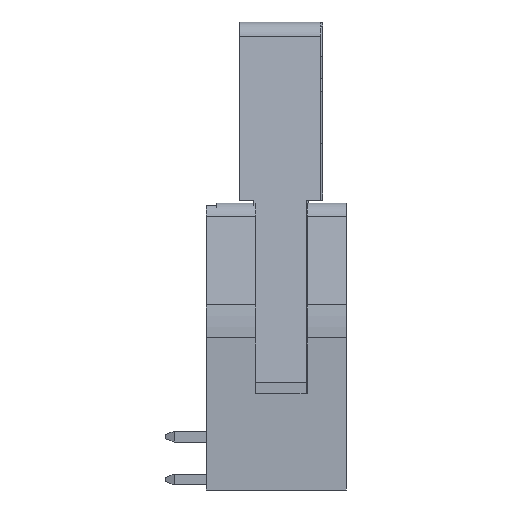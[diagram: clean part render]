
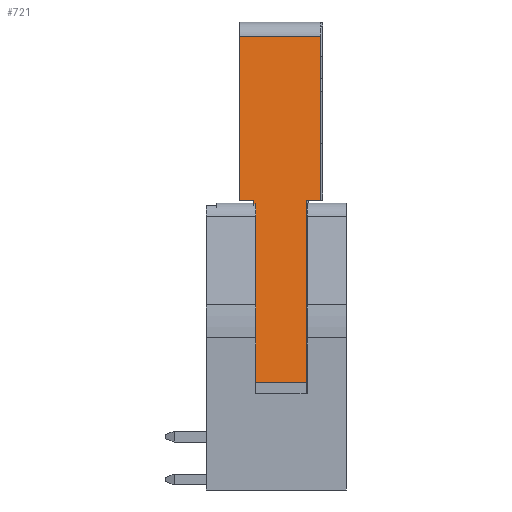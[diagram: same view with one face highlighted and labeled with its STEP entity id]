
A CAD part, left-side view. The second image highlights one B-rep face of the part: STEP entity #721.
In plain terms, the highlighted face is planar.
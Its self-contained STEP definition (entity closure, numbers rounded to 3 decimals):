
#721 = ADVANCED_FACE( '', ( #1505 ), #1506, .T. );
#1505 = FACE_OUTER_BOUND( '', #2504, .T. );
#1506 = PLANE( '', #2505 );
#2504 = EDGE_LOOP( '', ( #3747, #3748, #3749, #3750, #3751, #3752, #3753, #3754 ) );
#2505 = AXIS2_PLACEMENT_3D( '', #3755, #3756, #3757 );
#3747 = ORIENTED_EDGE( '', *, *, #6757, .T. );
#3748 = ORIENTED_EDGE( '', *, *, #6758, .F. );
#3749 = ORIENTED_EDGE( '', *, *, #6759, .T. );
#3750 = ORIENTED_EDGE( '', *, *, #6760, .T. );
#3751 = ORIENTED_EDGE( '', *, *, #6761, .F. );
#3752 = ORIENTED_EDGE( '', *, *, #6762, .F. );
#3753 = ORIENTED_EDGE( '', *, *, #6763, .T. );
#3754 = ORIENTED_EDGE( '', *, *, #6764, .F. );
#3755 = CARTESIAN_POINT( '', ( 2., -2.4, 14.239 ) );
#3756 = DIRECTION( '', ( 0.993, 0., 0.118 ) );
#3757 = DIRECTION( '', ( 0.118, 0., -0.993 ) );
#6757 = EDGE_CURVE( '', #8215, #8216, #8217, .T. );
#6758 = EDGE_CURVE( '', #8218, #8216, #8219, .T. );
#6759 = EDGE_CURVE( '', #8218, #8220, #8221, .F. );
#6760 = EDGE_CURVE( '', #8220, #8222, #8223, .T. );
#6761 = EDGE_CURVE( '', #8224, #8222, #8225, .T. );
#6762 = EDGE_CURVE( '', #8226, #8224, #8227, .T. );
#6763 = EDGE_CURVE( '', #8226, #8228, #8229, .T. );
#6764 = EDGE_CURVE( '', #8215, #8228, #8230, .T. );
#8215 = VERTEX_POINT( '', #10299 );
#8216 = VERTEX_POINT( '', #10300 );
#8217 = LINE( '', #10301, #10302 );
#8218 = VERTEX_POINT( '', #10303 );
#8219 = LINE( '', #10304, #10305 );
#8220 = VERTEX_POINT( '', #10306 );
#8221 = LINE( '', #10307, #10308 );
#8222 = VERTEX_POINT( '', #10309 );
#8223 = LINE( '', #10310, #10311 );
#8224 = VERTEX_POINT( '', #10312 );
#8225 = LINE( '', #10313, #10314 );
#8226 = VERTEX_POINT( '', #10315 );
#8227 = LINE( '', #10316, #10317 );
#8228 = VERTEX_POINT( '', #10318 );
#8229 = LINE( '', #10319, #10320 );
#8230 = LINE( '', #10321, #10322 );
#10299 = CARTESIAN_POINT( '', ( 3.368, 1.57, 2.703 ) );
#10300 = CARTESIAN_POINT( '', ( 3.368, 2.4, 2.703 ) );
#10301 = CARTESIAN_POINT( '', ( 3.368, 1.57, 2.703 ) );
#10302 = VECTOR( '', #12677, 1000. );
#10303 = CARTESIAN_POINT( '', ( 2.222, 2.4, 12.369 ) );
#10304 = CARTESIAN_POINT( '', ( 2., 2.4, 14.239 ) );
#10305 = VECTOR( '', #12678, 1000. );
#10306 = CARTESIAN_POINT( '', ( 2.222, -2.4, 12.369 ) );
#10307 = CARTESIAN_POINT( '', ( 2.222, -2.4, 12.369 ) );
#10308 = VECTOR( '', #12679, 1000. );
#10309 = CARTESIAN_POINT( '', ( 3.368, -2.4, 2.703 ) );
#10310 = CARTESIAN_POINT( '', ( 2., -2.4, 14.239 ) );
#10311 = VECTOR( '', #12680, 1000. );
#10312 = CARTESIAN_POINT( '', ( 3.368, -1.57, 2.703 ) );
#10313 = CARTESIAN_POINT( '', ( 3.368, -1.57, 2.703 ) );
#10314 = VECTOR( '', #12681, 1000. );
#10315 = CARTESIAN_POINT( '', ( 4.65, -1.57, -8.11 ) );
#10316 = CARTESIAN_POINT( '', ( 3.368, -1.57, 2.703 ) );
#10317 = VECTOR( '', #12682, 1000. );
#10318 = CARTESIAN_POINT( '', ( 4.65, 1.57, -8.11 ) );
#10319 = CARTESIAN_POINT( '', ( 4.65, -2.4, -8.11 ) );
#10320 = VECTOR( '', #12683, 1000. );
#10321 = CARTESIAN_POINT( '', ( 3.368, 1.57, 2.703 ) );
#10322 = VECTOR( '', #12684, 1000. );
#12677 = DIRECTION( '', ( 0., 1., 0. ) );
#12678 = DIRECTION( '', ( 0.118, 0., -0.993 ) );
#12679 = DIRECTION( '', ( 0., 1., 0. ) );
#12680 = DIRECTION( '', ( 0.118, 0., -0.993 ) );
#12681 = DIRECTION( '', ( 0., -1., 0. ) );
#12682 = DIRECTION( '', ( -0.118, 0., 0.993 ) );
#12683 = DIRECTION( '', ( 0., 1., 0. ) );
#12684 = DIRECTION( '', ( 0.118, 0., -0.993 ) );
